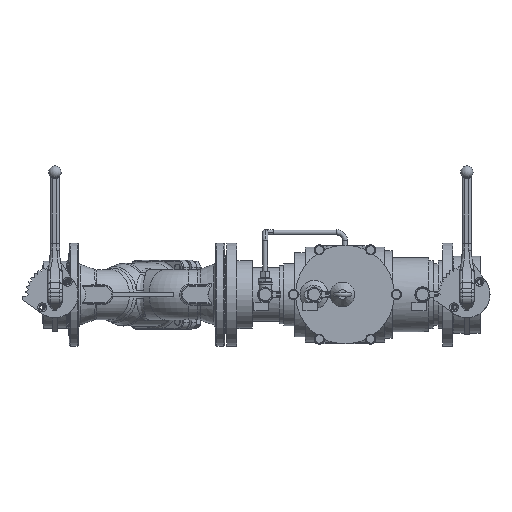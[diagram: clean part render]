
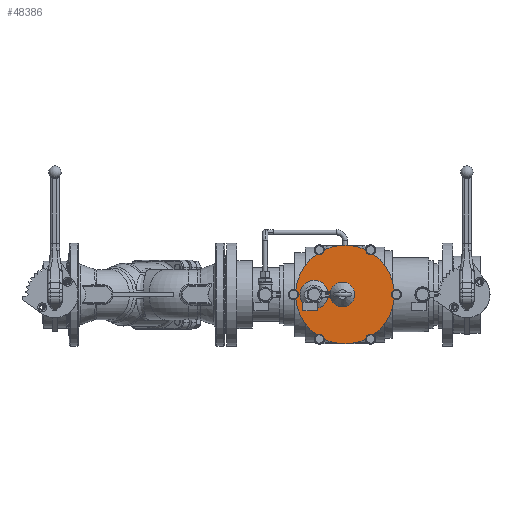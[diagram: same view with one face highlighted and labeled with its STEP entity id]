
A CAD part, top view. The second image highlights one B-rep face of the part: STEP entity #48386.
In plain terms, the highlighted planar face has unit normal (0, 0, 1).
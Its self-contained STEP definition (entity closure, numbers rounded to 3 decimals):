
#1434=PLANE('',#51864);
#2268=FACE_BOUND('',#17568,.T.);
#2269=FACE_BOUND('',#17569,.T.);
#2270=FACE_BOUND('',#17570,.T.);
#2271=FACE_BOUND('',#17571,.T.);
#2272=FACE_BOUND('',#17572,.T.);
#2273=FACE_BOUND('',#17573,.T.);
#2274=FACE_BOUND('',#17574,.T.);
#2275=FACE_BOUND('',#17575,.T.);
#14843=FACE_OUTER_BOUND('',#17567,.T.);
#17567=EDGE_LOOP('',(#38764,#38765,#38766,#38767,#38768,#38769,#38770,#38771,
#38772,#38773,#38774,#38775));
#17568=EDGE_LOOP('',(#38776));
#17569=EDGE_LOOP('',(#38777));
#17570=EDGE_LOOP('',(#38778));
#17571=EDGE_LOOP('',(#38779));
#17572=EDGE_LOOP('',(#38780));
#17573=EDGE_LOOP('',(#38781));
#17574=EDGE_LOOP('',(#38782));
#17575=EDGE_LOOP('',(#38783));
#20361=CIRCLE('',#50166,27.5);
#20365=CIRCLE('',#50171,24.);
#20368=CIRCLE('',#50175,9.5);
#20380=CIRCLE('',#50193,10.);
#20384=CIRCLE('',#50198,9.5);
#20386=CIRCLE('',#50201,10.);
#20390=CIRCLE('',#50206,9.5);
#20392=CIRCLE('',#50209,9.5);
#20394=CIRCLE('',#50212,9.5);
#20396=CIRCLE('',#50215,9.5);
#20400=CIRCLE('',#50221,10.);
#20404=CIRCLE('',#50226,10.);
#20457=CIRCLE('',#50299,10.);
#20515=CIRCLE('',#50873,10.);
#20564=CIRCLE('',#51832,96.);
#20566=CIRCLE('',#51835,96.);
#20567=CIRCLE('',#51837,96.);
#20570=CIRCLE('',#51841,96.);
#20571=CIRCLE('',#51843,96.);
#20574=CIRCLE('',#51847,96.);
#21676=VERTEX_POINT('',#67107);
#21680=VERTEX_POINT('',#67117);
#21681=VERTEX_POINT('',#67123);
#21693=VERTEX_POINT('',#67159);
#21694=VERTEX_POINT('',#67160);
#21701=VERTEX_POINT('',#67176);
#21703=VERTEX_POINT('',#67182);
#21704=VERTEX_POINT('',#67183);
#21711=VERTEX_POINT('',#67199);
#21713=VERTEX_POINT('',#67205);
#21715=VERTEX_POINT('',#67211);
#21717=VERTEX_POINT('',#67217);
#21721=VERTEX_POINT('',#67229);
#21722=VERTEX_POINT('',#67230);
#21729=VERTEX_POINT('',#67246);
#21730=VERTEX_POINT('',#67247);
#21799=VERTEX_POINT('',#67505);
#21800=VERTEX_POINT('',#67506);
#22442=VERTEX_POINT('',#69025);
#22443=VERTEX_POINT('',#69026);
#26209=EDGE_CURVE('',#21676,#21676,#20361,.T.);
#26214=EDGE_CURVE('',#21680,#21680,#20365,.T.);
#26218=EDGE_CURVE('',#21681,#21681,#20368,.T.);
#26236=EDGE_CURVE('',#21693,#21694,#20380,.T.);
#26244=EDGE_CURVE('',#21701,#21701,#20384,.T.);
#26247=EDGE_CURVE('',#21703,#21704,#20386,.T.);
#26255=EDGE_CURVE('',#21711,#21711,#20390,.T.);
#26258=EDGE_CURVE('',#21713,#21713,#20392,.T.);
#26261=EDGE_CURVE('',#21715,#21715,#20394,.T.);
#26264=EDGE_CURVE('',#21717,#21717,#20396,.T.);
#26270=EDGE_CURVE('',#21721,#21722,#20400,.T.);
#26278=EDGE_CURVE('',#21729,#21730,#20404,.T.);
#26364=EDGE_CURVE('',#21799,#21800,#20457,.T.);
#27013=EDGE_CURVE('',#22442,#22443,#20515,.T.);
#28969=EDGE_CURVE('',#21722,#21703,#20564,.T.);
#28971=EDGE_CURVE('',#22443,#21721,#20566,.T.);
#28972=EDGE_CURVE('',#21704,#21799,#20567,.T.);
#28975=EDGE_CURVE('',#21730,#22442,#20570,.T.);
#28976=EDGE_CURVE('',#21800,#21693,#20571,.T.);
#28979=EDGE_CURVE('',#21694,#21729,#20574,.T.);
#38764=ORIENTED_EDGE('',*,*,#26236,.T.);
#38765=ORIENTED_EDGE('',*,*,#28979,.T.);
#38766=ORIENTED_EDGE('',*,*,#26278,.T.);
#38767=ORIENTED_EDGE('',*,*,#28975,.T.);
#38768=ORIENTED_EDGE('',*,*,#27013,.T.);
#38769=ORIENTED_EDGE('',*,*,#28971,.T.);
#38770=ORIENTED_EDGE('',*,*,#26270,.T.);
#38771=ORIENTED_EDGE('',*,*,#28969,.T.);
#38772=ORIENTED_EDGE('',*,*,#26247,.T.);
#38773=ORIENTED_EDGE('',*,*,#28972,.T.);
#38774=ORIENTED_EDGE('',*,*,#26364,.T.);
#38775=ORIENTED_EDGE('',*,*,#28976,.T.);
#38776=ORIENTED_EDGE('',*,*,#26258,.T.);
#38777=ORIENTED_EDGE('',*,*,#26218,.T.);
#38778=ORIENTED_EDGE('',*,*,#26255,.T.);
#38779=ORIENTED_EDGE('',*,*,#26209,.F.);
#38780=ORIENTED_EDGE('',*,*,#26214,.F.);
#38781=ORIENTED_EDGE('',*,*,#26261,.T.);
#38782=ORIENTED_EDGE('',*,*,#26264,.T.);
#38783=ORIENTED_EDGE('',*,*,#26244,.T.);
#48386=ADVANCED_FACE('',(#14843,#2268,#2269,#2270,#2271,#2272,#2273,#2274,
#2275),#1434,.T.);
#50166=AXIS2_PLACEMENT_3D('',#67108,#54394,#54395);
#50171=AXIS2_PLACEMENT_3D('',#67118,#54405,#54406);
#50175=AXIS2_PLACEMENT_3D('',#67124,#54414,#54415);
#50193=AXIS2_PLACEMENT_3D('',#67161,#54456,#54457);
#50198=AXIS2_PLACEMENT_3D('',#67177,#54470,#54471);
#50201=AXIS2_PLACEMENT_3D('',#67184,#54477,#54478);
#50206=AXIS2_PLACEMENT_3D('',#67200,#54491,#54492);
#50209=AXIS2_PLACEMENT_3D('',#67206,#54498,#54499);
#50212=AXIS2_PLACEMENT_3D('',#67212,#54505,#54506);
#50215=AXIS2_PLACEMENT_3D('',#67218,#54512,#54513);
#50221=AXIS2_PLACEMENT_3D('',#67231,#54526,#54527);
#50226=AXIS2_PLACEMENT_3D('',#67248,#54540,#54541);
#50299=AXIS2_PLACEMENT_3D('',#67507,#54712,#54713);
#50873=AXIS2_PLACEMENT_3D('',#69027,#55929,#55930);
#51832=AXIS2_PLACEMENT_3D('',#75311,#59726,#59727);
#51835=AXIS2_PLACEMENT_3D('',#75314,#59732,#59733);
#51837=AXIS2_PLACEMENT_3D('',#75316,#59736,#59737);
#51841=AXIS2_PLACEMENT_3D('',#75320,#59744,#59745);
#51843=AXIS2_PLACEMENT_3D('',#75322,#59748,#59749);
#51847=AXIS2_PLACEMENT_3D('',#75326,#59756,#59757);
#51864=AXIS2_PLACEMENT_3D('',#75343,#59790,#59791);
#54394=DIRECTION('center_axis',(0.,0.,1.));
#54395=DIRECTION('ref_axis',(1.,0.,0.));
#54405=DIRECTION('center_axis',(0.,0.,1.));
#54406=DIRECTION('ref_axis',(1.,0.,0.));
#54414=DIRECTION('center_axis',(0.,0.,-1.));
#54415=DIRECTION('ref_axis',(1.,0.,0.));
#54456=DIRECTION('center_axis',(0.,0.,1.));
#54457=DIRECTION('ref_axis',(0.5,0.866,0.));
#54470=DIRECTION('center_axis',(0.,0.,-1.));
#54471=DIRECTION('ref_axis',(-0.5,-0.866,0.));
#54477=DIRECTION('center_axis',(0.,0.,1.));
#54478=DIRECTION('ref_axis',(0.5,-0.866,0.));
#54491=DIRECTION('center_axis',(0.,0.,-1.));
#54492=DIRECTION('ref_axis',(-0.5,0.866,0.));
#54498=DIRECTION('center_axis',(0.,0.,-1.));
#54499=DIRECTION('ref_axis',(0.5,-0.866,0.));
#54505=DIRECTION('center_axis',(0.,0.,-1.));
#54506=DIRECTION('ref_axis',(0.5,0.866,0.));
#54512=DIRECTION('center_axis',(0.,0.,-1.));
#54513=DIRECTION('ref_axis',(-1.,0.,0.));
#54526=DIRECTION('center_axis',(0.,0.,1.));
#54527=DIRECTION('ref_axis',(-0.5,-0.866,0.));
#54540=DIRECTION('center_axis',(0.,0.,1.));
#54541=DIRECTION('ref_axis',(-0.5,0.866,0.));
#54712=DIRECTION('center_axis',(0.,0.,1.));
#54713=DIRECTION('ref_axis',(1.,0.,0.));
#55929=DIRECTION('center_axis',(0.,0.,1.));
#55930=DIRECTION('ref_axis',(-1.,0.,0.));
#59726=DIRECTION('center_axis',(0.,0.,1.));
#59727=DIRECTION('ref_axis',(1.,0.,0.));
#59732=DIRECTION('center_axis',(0.,0.,1.));
#59733=DIRECTION('ref_axis',(1.,0.,0.));
#59736=DIRECTION('center_axis',(0.,0.,1.));
#59737=DIRECTION('ref_axis',(1.,0.,0.));
#59744=DIRECTION('center_axis',(0.,0.,1.));
#59745=DIRECTION('ref_axis',(1.,0.,0.));
#59748=DIRECTION('center_axis',(0.,0.,1.));
#59749=DIRECTION('ref_axis',(1.,0.,0.));
#59756=DIRECTION('center_axis',(0.,0.,1.));
#59757=DIRECTION('ref_axis',(1.,0.,0.));
#59790=DIRECTION('center_axis',(0.,0.,1.));
#59791=DIRECTION('ref_axis',(0.5,0.866,0.));
#67107=CARTESIAN_POINT('',(-87.5,0.,121.));
#67108=CARTESIAN_POINT('Origin',(-60.,0.,121.));
#67117=CARTESIAN_POINT('',(-29.,0.,121.));
#67118=CARTESIAN_POINT('Origin',(-5.,0.,121.));
#67123=CARTESIAN_POINT('',(90.5,0.,121.));
#67124=CARTESIAN_POINT('Origin',(100.,0.,121.));
#67159=CARTESIAN_POINT('',(-55.558,-78.29,121.));
#67160=CARTESIAN_POINT('',(-40.022,-87.26,121.));
#67161=CARTESIAN_POINT('Origin',(-50.,-86.603,121.));
#67176=CARTESIAN_POINT('',(-45.25,-78.375,121.));
#67177=CARTESIAN_POINT('Origin',(-50.,-86.603,121.));
#67182=CARTESIAN_POINT('',(-40.022,87.26,121.));
#67183=CARTESIAN_POINT('',(-55.558,78.29,121.));
#67184=CARTESIAN_POINT('Origin',(-50.,86.603,121.));
#67199=CARTESIAN_POINT('',(-45.25,78.375,121.));
#67200=CARTESIAN_POINT('Origin',(-50.,86.603,121.));
#67205=CARTESIAN_POINT('',(45.247,-78.375,121.));
#67206=CARTESIAN_POINT('Origin',(49.997,-86.603,121.));
#67211=CARTESIAN_POINT('',(45.247,78.375,121.));
#67212=CARTESIAN_POINT('Origin',(49.997,86.603,121.));
#67217=CARTESIAN_POINT('',(-90.5,0.,121.));
#67218=CARTESIAN_POINT('Origin',(-100.,0.,121.));
#67229=CARTESIAN_POINT('',(55.557,78.291,121.));
#67230=CARTESIAN_POINT('',(40.019,87.261,121.));
#67231=CARTESIAN_POINT('Origin',(49.997,86.603,121.));
#67246=CARTESIAN_POINT('',(40.019,-87.261,121.));
#67247=CARTESIAN_POINT('',(55.557,-78.291,121.));
#67248=CARTESIAN_POINT('Origin',(49.997,-86.603,121.));
#67505=CARTESIAN_POINT('',(-95.58,8.97,121.));
#67506=CARTESIAN_POINT('',(-95.58,-8.97,121.));
#67507=CARTESIAN_POINT('Origin',(-100.,0.,121.));
#69025=CARTESIAN_POINT('',(95.58,-8.97,121.));
#69026=CARTESIAN_POINT('',(95.58,8.97,121.));
#69027=CARTESIAN_POINT('Origin',(100.,0.,121.));
#75311=CARTESIAN_POINT('Origin',(0.,0.,121.));
#75314=CARTESIAN_POINT('Origin',(0.,0.,121.));
#75316=CARTESIAN_POINT('Origin',(0.,0.,121.));
#75320=CARTESIAN_POINT('Origin',(0.,0.,121.));
#75322=CARTESIAN_POINT('Origin',(0.,0.,121.));
#75326=CARTESIAN_POINT('Origin',(0.,0.,121.));
#75343=CARTESIAN_POINT('Origin',(-50.,-86.603,121.));
